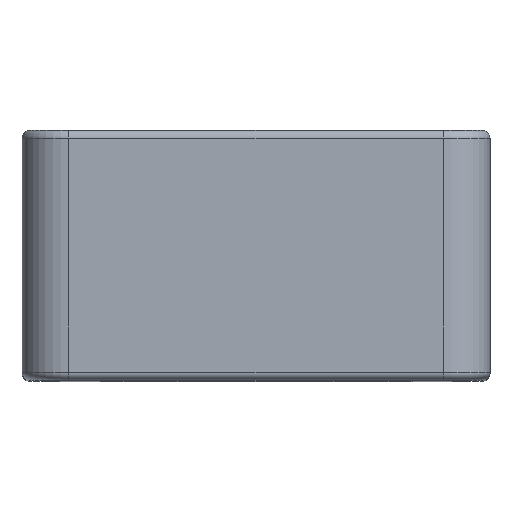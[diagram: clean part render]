
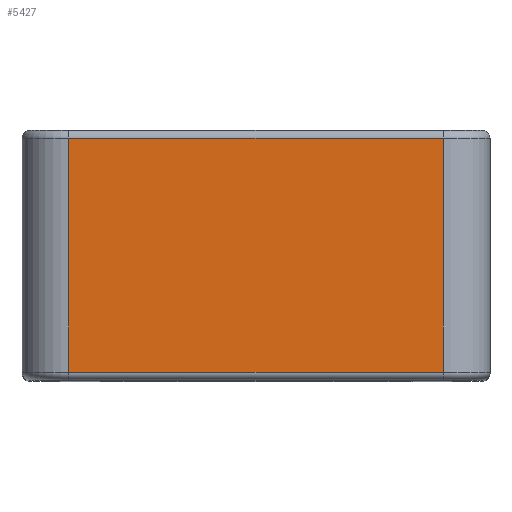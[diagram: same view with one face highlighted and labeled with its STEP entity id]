
A CAD part, top view. The second image highlights one B-rep face of the part: STEP entity #5427.
In plain terms, the highlighted planar face has unit normal (0, 0, 1).
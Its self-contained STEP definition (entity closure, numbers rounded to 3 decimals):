
#6 = DIRECTION ( 'NONE',  ( 0., 0., -1. ) ) ;
#265 = LINE ( 'NONE', #5791, #4983 ) ;
#461 = DIRECTION ( 'NONE',  ( 1., 0., 0. ) ) ;
#786 = EDGE_CURVE ( 'NONE', #5040, #4296, #5565, .T. ) ;
#908 = PLANE ( 'NONE',  #4822 ) ;
#1083 = CARTESIAN_POINT ( 'NONE',  ( 12., 0.5, 29.5 ) ) ;
#1166 = EDGE_LOOP ( 'NONE', ( #2782, #5296, #4970, #3823 ) ) ;
#1265 = VECTOR ( 'NONE', #4944, 1000. ) ;
#1286 = CARTESIAN_POINT ( 'NONE',  ( -12., 15.5, 29.5 ) ) ;
#1756 = EDGE_CURVE ( 'NONE', #4296, #4563, #265, .T. ) ;
#1830 = CARTESIAN_POINT ( 'NONE',  ( 15., 16., 29.5 ) ) ;
#2205 = VERTEX_POINT ( 'NONE', #4052 ) ;
#2291 = VECTOR ( 'NONE', #5339, 1000. ) ;
#2460 = LINE ( 'NONE', #1286, #1265 ) ;
#2595 = CARTESIAN_POINT ( 'NONE',  ( -12., 16., 29.5 ) ) ;
#2755 = CARTESIAN_POINT ( 'NONE',  ( 12., 15.5, 29.5 ) ) ;
#2782 = ORIENTED_EDGE ( 'NONE', *, *, #1756, .T. ) ;
#3038 = DIRECTION ( 'NONE',  ( 0., 1., 0. ) ) ;
#3184 = CARTESIAN_POINT ( 'NONE',  ( 15., 0.5, 29.5 ) ) ;
#3202 = DIRECTION ( 'NONE',  ( -1., 0., 0. ) ) ;
#3235 = CARTESIAN_POINT ( 'NONE',  ( -12., 0.5, 29.5 ) ) ;
#3476 = EDGE_CURVE ( 'NONE', #4563, #2205, #2460, .T. ) ;
#3823 = ORIENTED_EDGE ( 'NONE', *, *, #786, .T. ) ;
#4052 = CARTESIAN_POINT ( 'NONE',  ( -12., 15.5, 29.5 ) ) ;
#4296 = VERTEX_POINT ( 'NONE', #1083 ) ;
#4563 = VERTEX_POINT ( 'NONE', #2755 ) ;
#4822 = AXIS2_PLACEMENT_3D ( 'NONE', #1830, #6, #3202 ) ;
#4902 = EDGE_CURVE ( 'NONE', #2205, #5040, #5949, .T. ) ;
#4944 = DIRECTION ( 'NONE',  ( -1., 0., 0. ) ) ;
#4970 = ORIENTED_EDGE ( 'NONE', *, *, #4902, .T. ) ;
#4983 = VECTOR ( 'NONE', #3038, 1000. ) ;
#5040 = VERTEX_POINT ( 'NONE', #3235 ) ;
#5296 = ORIENTED_EDGE ( 'NONE', *, *, #3476, .T. ) ;
#5339 = DIRECTION ( 'NONE',  ( 0., -1., 0. ) ) ;
#5422 = VECTOR ( 'NONE', #461, 1000. ) ;
#5427 = ADVANCED_FACE ( 'NONE', ( #5934 ), #908, .F. ) ;
#5565 = LINE ( 'NONE', #3184, #5422 ) ;
#5791 = CARTESIAN_POINT ( 'NONE',  ( 12., 16., 29.5 ) ) ;
#5934 = FACE_OUTER_BOUND ( 'NONE', #1166, .T. ) ;
#5949 = LINE ( 'NONE', #2595, #2291 ) ;
